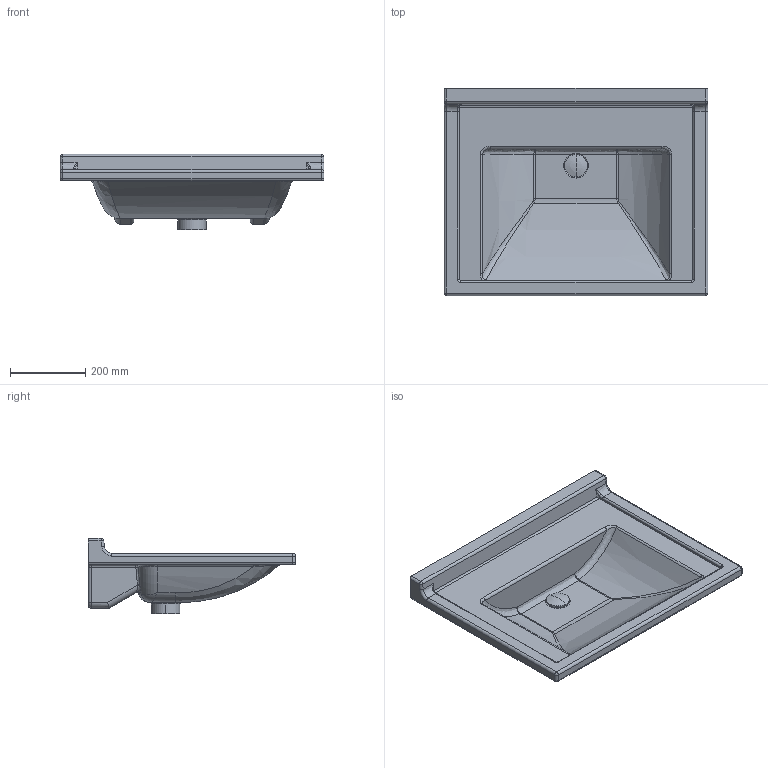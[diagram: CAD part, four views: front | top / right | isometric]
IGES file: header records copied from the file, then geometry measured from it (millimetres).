
Global section: file name: No Iges File Name specified; native system: AutoDesk Inventor R11.0; preprocessor: AutoDesk Inventor Iges Exporter R11.0; author: No Author specified; organization: No Organization specified; date: 20070711.195717; units: millimetre
Bounding box: 700 x 550 x 200 mm (x, y, z)
Volume: 14269787.8 mm3; surface area: 1181703.2 mm2
Topology: 3 solids, 3 shells, 207 faces, 509 edges, 290 vertices
Faces by surface type: cylinder 54, bspline 48, plane 41, revolution 40, torus 16, sphere 6, cone 2
